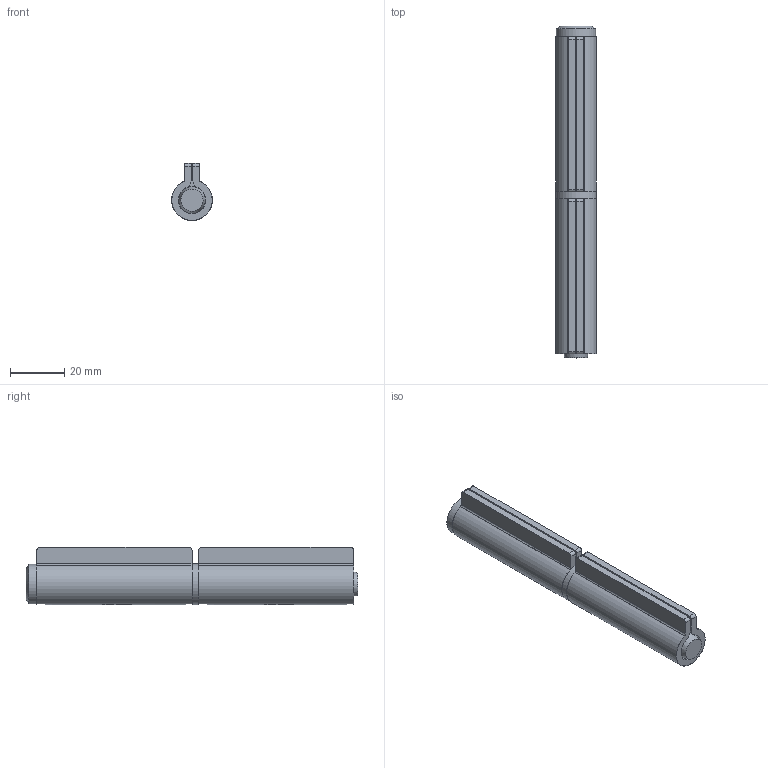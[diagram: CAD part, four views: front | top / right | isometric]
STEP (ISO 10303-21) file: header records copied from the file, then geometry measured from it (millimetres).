
FILE_DESCRIPTION(/* description */ ('CERNIERA 402Z-120'),/* implementation_level */ '2;1');
FILE_NAME(/* name */ '11604012 001.stp',/* time_stamp */ '2023-02-27T14:27:44+01:00',/* author */ ('gcocco'),/* organization */ (''),/* preprocessor_version */ 'ST-DEVELOPER v17.2',/* originating_system */ 'Autodesk Inventor 2019',/* authorisation */ '');
FILE_SCHEMA (('AUTOMOTIVE_DESIGN { 1 0 10303 214 3 1 1 }'));
Length unit declared in the file: millimetre
Products named in the file (4): 11604012  001; 21000806; 23000107; 28303004  001
Assembly tree (4 placements, depth 2):
  11604012  001
    21000806
    23000107
    28303004  001  x2
Bounding box: 15 x 122 x 21 mm (x, y, z)
Volume: 24050 mm3; surface area: 21621 mm2
Topology: 4 solids, 6 shells, 369 faces, 982 edges, 660 vertices
Faces by surface type: plane 281, cylinder 70, bspline 16, cone 2
Full cylindrical faces by diameter (mm): 9.8 x1, 10.3 x1, 14.5 x1, 15 x1
Entity records: 6443 total; most frequent: CARTESIAN_POINT 1426, DIRECTION 1036, ORIENTED_EDGE 1004, EDGE_CURVE 504, AXIS2_PLACEMENT_3D 366, VERTEX_POINT 340, LINE 304, VECTOR 304
